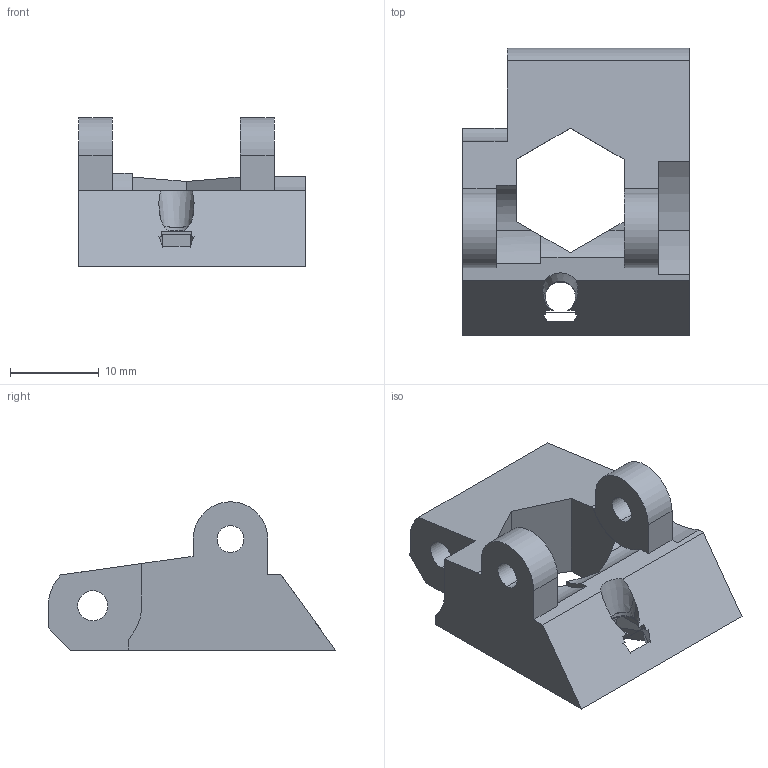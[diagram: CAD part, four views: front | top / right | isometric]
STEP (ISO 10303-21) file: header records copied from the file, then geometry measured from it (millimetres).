
FILE_DESCRIPTION (( 'STEP AP214' ), '1' );
FILE_NAME ('extruder-idler_MK3S.STEP', '2019-02-17T19:15:13', ( '' ), ( '' ), 'SwSTEP 2.0', 'SolidWorks 2017', '' );
FILE_SCHEMA (( 'AUTOMOTIVE_DESIGN' ));
Length unit declared in the file: millimetre
Products named in the file (1): extruder-idler_MK3S
Bounding box: 25.5 x 32.33 x 16.7 mm (x, y, z)
Volume: 5004.8 mm3; surface area: 3115.5 mm2
Topology: 1 solids, 1 shells, 78 faces, 224 edges, 145 vertices
Faces by surface type: plane 55, cylinder 19, cone 4
Entity records: 2594 total; most frequent: CARTESIAN_POINT 507, ORIENTED_EDGE 448, DIRECTION 405, EDGE_CURVE 224, VECTOR 167, LINE 167, VERTEX_POINT 145, AXIS2_PLACEMENT_3D 119
